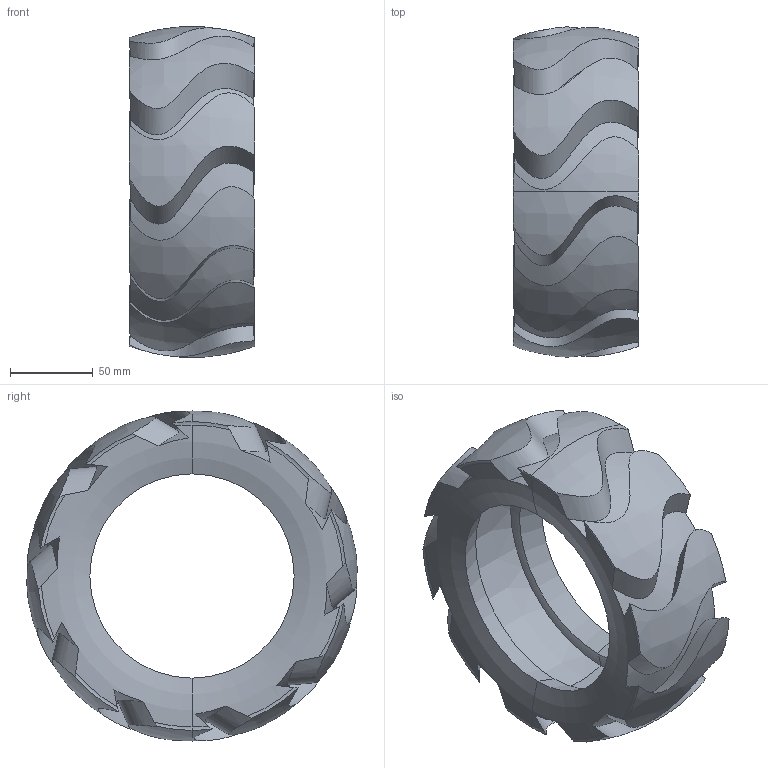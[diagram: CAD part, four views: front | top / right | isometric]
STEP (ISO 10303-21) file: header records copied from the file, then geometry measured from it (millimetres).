
FILE_DESCRIPTION (( 'STEP AP203' ), '1' );
FILE_NAME ('wheel.STEP', '2025-09-14T23:53:39', ( '' ), ( '' ), 'SwSTEP 2.0', 'SolidWorks 2023', '' );
FILE_SCHEMA (( 'CONFIG_CONTROL_DESIGN' ));
Length unit declared in the file: millimetre
Products named in the file (1): wheel
Bounding box: 75.7 x 199.57 x 199.45 mm (x, y, z)
Volume: 781196.5 mm3; surface area: 140324.1 mm2
Topology: 1 solids, 1 shells, 78 faces, 420 edges, 342 vertices
Faces by surface type: torus 44, bspline 30, cone 4
Entity records: 13707 total; most frequent: CARTESIAN_POINT 10917, ORIENTED_EDGE 840, EDGE_CURVE 420, VERTEX_POINT 342, B_SPLINE_CURVE_WITH_KNOTS 342, DIRECTION 250, AXIS2_PLACEMENT_3D 123, ADVANCED_FACE 78
